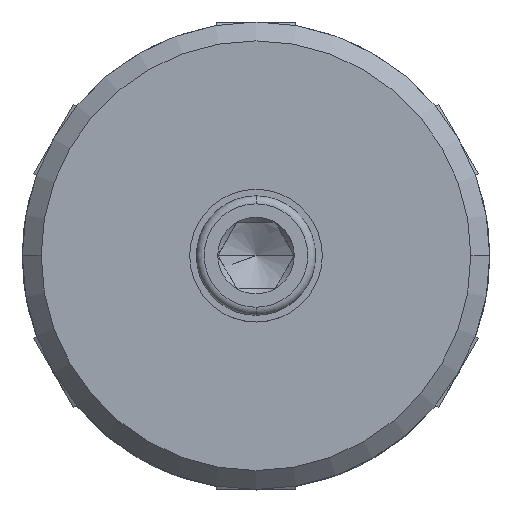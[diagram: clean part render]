
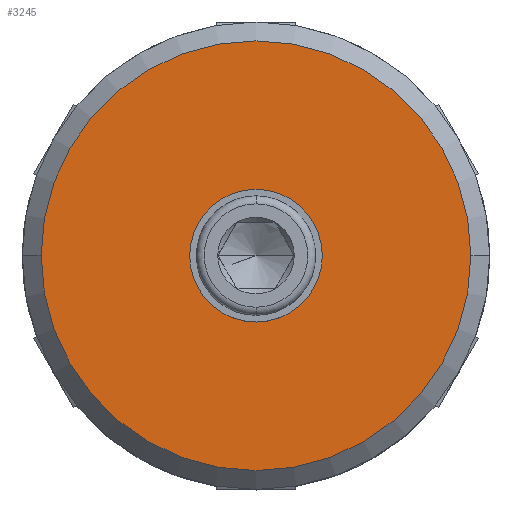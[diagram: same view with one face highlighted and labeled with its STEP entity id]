
A CAD part, top view. The second image highlights one B-rep face of the part: STEP entity #3245.
In plain terms, the highlighted planar face has unit normal (0, 0, 1).
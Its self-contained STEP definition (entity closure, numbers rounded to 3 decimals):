
#1477=EDGE_CURVE('',#2575,#1841,#3729,.T.);
#1647=EDGE_CURVE('',#1841,#2575,#3914,.T.);
#1841=VERTEX_POINT('',#4130);
#2403=VERTEX_POINT('',#4752);
#2575=VERTEX_POINT('',#4939);
#2773=EDGE_CURVE('',#2935,#2403,#5156,.T.);
#2897=EDGE_CURVE('',#2403,#2935,#5291,.T.);
#2935=VERTEX_POINT('',#5331);
#3245=ADVANCED_FACE('',(#5674,#5675),#5676,.T.);
#3729=CIRCLE('',#6485,10.0);
#3914=CIRCLE('',#6896,10.0);
#4130=CARTESIAN_POINT('',(-10.0,0.,55.0));
#4752=CARTESIAN_POINT('',(-32.4,0.,55.0));
#4939=CARTESIAN_POINT('',(10.0,0.0,55.0));
#5156=CIRCLE('',#9266,32.4);
#5291=CIRCLE('',#9535,32.4);
#5331=CARTESIAN_POINT('',(32.4,0.0,55.0));
#5674=FACE_OUTER_BOUND('',#10248,.T.);
#5675=FACE_BOUND('',#10249,.T.);
#5676=PLANE('',#10250);
#6485=AXIS2_PLACEMENT_3D('',#10856,#10857,#10858);
#6896=AXIS2_PLACEMENT_3D('',#11065,#11066,#11067);
#9266=AXIS2_PLACEMENT_3D('',#12461,#12462,#12463);
#9535=AXIS2_PLACEMENT_3D('',#12609,#12610,#12611);
#10248=EDGE_LOOP('',(#13025,#13026));
#10249=EDGE_LOOP('',(#13027,#13028));
#10250=AXIS2_PLACEMENT_3D('',#13029,#13030,#13031);
#10856=CARTESIAN_POINT('',(0.0,0.0,55.0));
#10857=DIRECTION('',(0.0,0.0,-1.0));
#10858=DIRECTION('',(1.0,0.0,0.0));
#11065=CARTESIAN_POINT('',(0.0,0.0,55.0));
#11066=DIRECTION('',(0.0,0.0,-1.0));
#11067=DIRECTION('',(1.0,0.0,0.0));
#12461=CARTESIAN_POINT('',(0.0,0.0,55.0));
#12462=DIRECTION('',(0.0,0.,-1.0));
#12463=DIRECTION('',(1.0,0.0,0.0));
#12609=CARTESIAN_POINT('',(0.0,0.0,55.0));
#12610=DIRECTION('',(0.0,0.,-1.0));
#12611=DIRECTION('',(1.0,0.0,0.0));
#13025=ORIENTED_EDGE('',*,*,#2773,.F.);
#13026=ORIENTED_EDGE('',*,*,#2897,.F.);
#13027=ORIENTED_EDGE('',*,*,#1477,.T.);
#13028=ORIENTED_EDGE('',*,*,#1647,.T.);
#13029=CARTESIAN_POINT('',(16.2,0.0,55.0));
#13030=DIRECTION('',(0.0,0.,1.0));
#13031=DIRECTION('',(-1.0,0.0,0.0));
